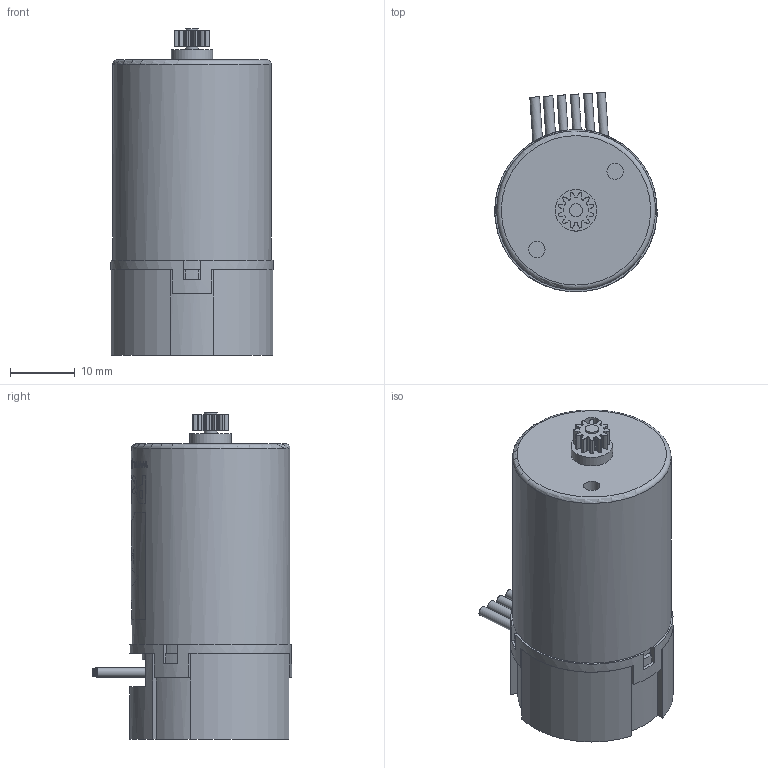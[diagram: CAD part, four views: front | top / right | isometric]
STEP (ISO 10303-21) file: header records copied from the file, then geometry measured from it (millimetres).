
FILE_DESCRIPTION (( 'STEP AP214' ), '1' );
FILE_NAME ('25d-gearmotor-1-no-gearbox-encoder.step', '2019-02-09T02:37:14', ( '' ), ( '' ), 'SwSTEP 2.0', 'SolidWorks 2016', '' );
FILE_SCHEMA (( 'AUTOMOTIVE_DESIGN' ));
Length unit declared in the file: millimetre
Products named in the file (1): 25d-gearmotor-1-no-gearbox-encoder
Bounding box: 24.98 x 30.75 x 50.25 mm (x, y, z)
Volume: 17902.2 mm3; surface area: 8705.5 mm2
Topology: 2 solids, 3 shells, 547 faces, 1491 edges, 986 vertices
Faces by surface type: plane 271, bspline 147, cylinder 127, torus 1, cone 1
Full cylindrical faces by diameter (mm): 1.3 x4, 1.5 x2, 1.9 x2, 2 x2, 2.5 x2, 3 x2, 6.4 x3, 8 x1, 10 x1, 14 x1, 23.4 x1, 24.4 x1, 25 x1
Entity records: 34869 total; most frequent: CARTESIAN_POINT 16108, ORIENTED_EDGE 2914, DIRECTION 2158, EDGE_CURVE 1457, VERTEX_POINT 977, AXIS2_PLACEMENT_3D 759, VECTOR 640, LINE 640
